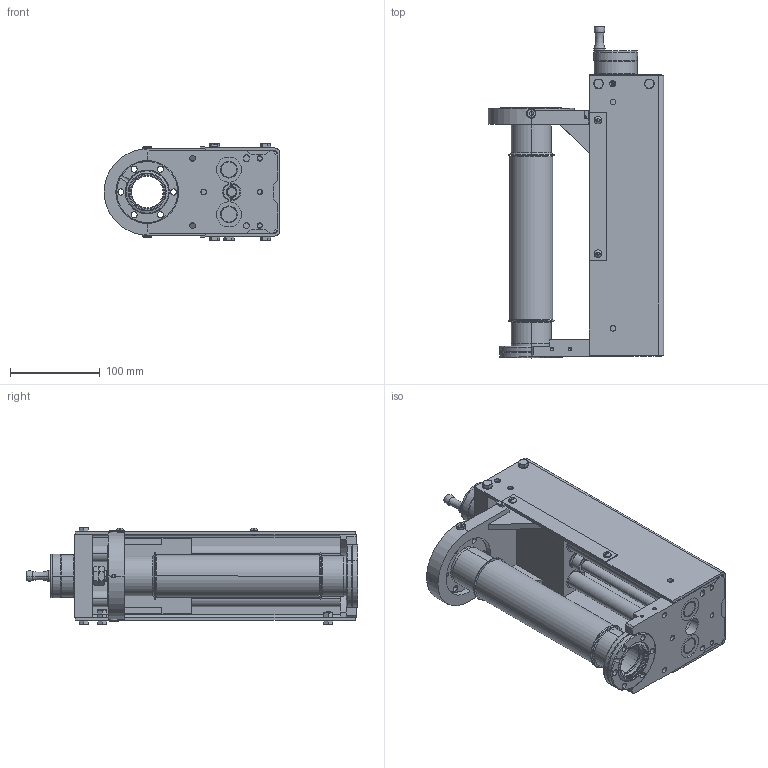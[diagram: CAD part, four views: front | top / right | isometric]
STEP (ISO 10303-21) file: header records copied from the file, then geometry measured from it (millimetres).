
FILE_DESCRIPTION((''),'2;1');
FILE_NAME('ZTR1570','2017-03-30T',('keith.feeley'),(''),'CREO PARAMETRIC BY PTC INC, 2015380','CREO PARAMETRIC BY PTC INC, 2015380','');
FILE_SCHEMA(('AUTOMOTIVE_DESIGN { 1 0 10303 214 1 1 1 1 }'));
Length unit declared in the file: millimetre
Products named in the file (1): ZTR1570
Bounding box: 195.7 x 369.93 x 108.45 mm (x, y, z)
Volume: 1315754 mm3; surface area: 476237.5 mm2
Topology: 8 solids, 62 shells, 1376 faces, 3379 edges, 2101 vertices
Faces by surface type: cylinder 535, plane 523, cone 254, torus 58, bspline 6
Entity records: 45838 total; most frequent: CARTESIAN_POINT 11708, DIRECTION 7235, ORIENTED_EDGE 6464, EDGE_CURVE 3331, AXIS2_PLACEMENT_3D 2918, VERTEX_POINT 2101, EDGE_LOOP 1614, CIRCLE 1547
